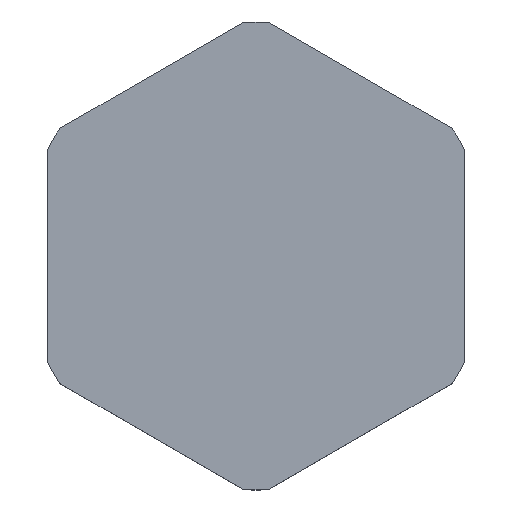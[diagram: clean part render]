
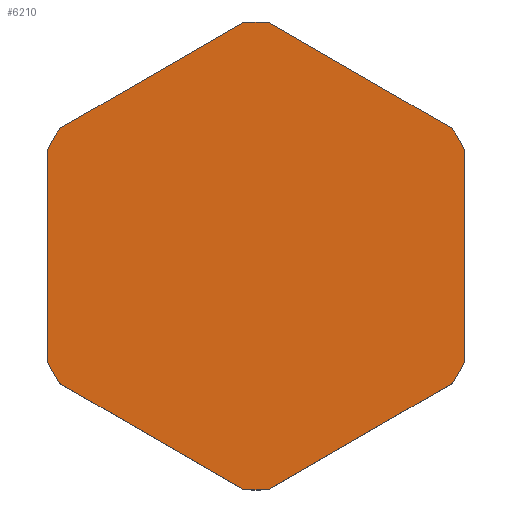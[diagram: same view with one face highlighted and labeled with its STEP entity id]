
A CAD part, top view. The second image highlights one B-rep face of the part: STEP entity #6210.
In plain terms, the highlighted planar face has unit normal (0, 0, 1).
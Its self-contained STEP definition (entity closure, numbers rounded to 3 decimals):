
#630=CARTESIAN_POINT('',(8.47,5.502,8.));
#640=VERTEX_POINT('',#630);
#670=CARTESIAN_POINT('',(0.,10.392,8.));
#680=DIRECTION('',(-0.866,0.5,0.));
#690=VECTOR('',#680,1.);
#700=LINE('',#670,#690);
#710=CARTESIAN_POINT('',(0.53,10.086,8.));
#720=VERTEX_POINT('',#710);
#730=EDGE_CURVE('',#640,#720,#700,.T.);
#2060=CARTESIAN_POINT('',(0.53,-10.086,8.));
#2070=VERTEX_POINT('',#2060);
#2100=CARTESIAN_POINT('',(0.,-10.392,8.));
#2110=DIRECTION('',(0.866,0.5,0.));
#2120=VECTOR('',#2110,1.);
#2130=LINE('',#2100,#2120);
#2140=CARTESIAN_POINT('',(8.47,-5.502,8.));
#2150=VERTEX_POINT('',#2140);
#2160=EDGE_CURVE('',#2070,#2150,#2130,.T.);
#2530=CARTESIAN_POINT('',(9.,-4.584,8.));
#2540=VERTEX_POINT('',#2530);
#2570=CARTESIAN_POINT('',(9.,0.,8.));
#2580=DIRECTION('',(0.,1.,0.));
#2590=VECTOR('',#2580,1.);
#2600=LINE('',#2570,#2590);
#2610=CARTESIAN_POINT('',(9.,4.584,8.));
#2620=VERTEX_POINT('',#2610);
#2630=EDGE_CURVE('',#2540,#2620,#2600,.T.);
#3850=CARTESIAN_POINT('',(-0.53,-10.086,8.));
#3860=VERTEX_POINT('',#3850);
#3890=CARTESIAN_POINT('',(0.,0.,8.));
#3900=DIRECTION('',(0.,0.,-1.));
#3910=DIRECTION('',(-1.,0.,0.));
#3920=AXIS2_PLACEMENT_3D('',#3890,#3900,#3910);
#3930=CIRCLE('',#3920,10.1);
#3940=EDGE_CURVE('',#2070,#3860,#3930,.T.);
#4170=CARTESIAN_POINT('',(-8.47,-5.502,8.));
#4180=VERTEX_POINT('',#4170);
#4260=CARTESIAN_POINT('',(-9.,-4.584,8.));
#4270=VERTEX_POINT('',#4260);
#4300=CARTESIAN_POINT('',(0.,0.,8.));
#4310=DIRECTION('',(0.,0.,-1.));
#4320=DIRECTION('',(-1.,0.,0.));
#4330=AXIS2_PLACEMENT_3D('',#4300,#4310,#4320);
#4340=CIRCLE('',#4330,10.1);
#4350=EDGE_CURVE('',#4180,#4270,#4340,.T.);
#4530=CARTESIAN_POINT('',(0.,0.,8.));
#4540=DIRECTION('',(0.,0.,-1.));
#4550=DIRECTION('',(-1.,0.,0.));
#4560=AXIS2_PLACEMENT_3D('',#4530,#4540,#4550);
#4570=CIRCLE('',#4560,10.1);
#4580=EDGE_CURVE('',#2540,#2150,#4570,.T.);
#4780=CARTESIAN_POINT('',(0.,0.,8.));
#4790=DIRECTION('',(0.,0.,-1.));
#4800=DIRECTION('',(-1.,0.,0.));
#4810=AXIS2_PLACEMENT_3D('',#4780,#4790,#4800);
#4820=CIRCLE('',#4810,10.1);
#4830=EDGE_CURVE('',#640,#2620,#4820,.T.);
#5030=CARTESIAN_POINT('',(0.,0.,8.));
#5040=DIRECTION('',(0.,0.,-1.));
#5050=DIRECTION('',(-1.,0.,0.));
#5060=AXIS2_PLACEMENT_3D('',#5030,#5040,#5050);
#5070=CIRCLE('',#5060,10.1);
#5080=CARTESIAN_POINT('',(-0.53,10.086,8.));
#5090=VERTEX_POINT('',#5080);
#5100=EDGE_CURVE('',#5090,#720,#5070,.T.);
#5380=CARTESIAN_POINT('',(-8.47,5.502,8.));
#5390=VERTEX_POINT('',#5380);
#5420=CARTESIAN_POINT('',(0.,0.,8.));
#5430=DIRECTION('',(0.,0.,-1.));
#5440=DIRECTION('',(-1.,0.,0.));
#5450=AXIS2_PLACEMENT_3D('',#5420,#5430,#5440);
#5460=CIRCLE('',#5450,10.1);
#5470=CARTESIAN_POINT('',(-9.,4.584,8.));
#5480=VERTEX_POINT('',#5470);
#5490=EDGE_CURVE('',#5480,#5390,#5460,.T.);
#5750=CARTESIAN_POINT('',(0.,-10.392,8.));
#5760=DIRECTION('',(0.866,-0.5,0.));
#5770=VECTOR('',#5760,1.);
#5780=LINE('',#5750,#5770);
#5790=EDGE_CURVE('',#4180,#3860,#5780,.T.);
#5920=CARTESIAN_POINT('',(0.,0.,8.));
#5930=DIRECTION('',(0.,0.,1.));
#5940=DIRECTION('',(1.,0.,0.));
#5950=AXIS2_PLACEMENT_3D('',#5920,#5930,#5940);
#5960=PLANE('',#5950);
#5970=ORIENTED_EDGE('',*,*,#5790,.T.);
#5980=ORIENTED_EDGE('',*,*,#4350,.F.);
#5990=CARTESIAN_POINT('',(-9.,0.,8.));
#6000=DIRECTION('',(0.,-1.,0.));
#6010=VECTOR('',#6000,1.);
#6020=LINE('',#5990,#6010);
#6030=EDGE_CURVE('',#5480,#4270,#6020,.T.);
#6040=ORIENTED_EDGE('',*,*,#6030,.T.);
#6050=ORIENTED_EDGE('',*,*,#5490,.F.);
#6060=CARTESIAN_POINT('',(0.,10.392,8.));
#6070=DIRECTION('',(-0.866,-0.5,0.));
#6080=VECTOR('',#6070,1.);
#6090=LINE('',#6060,#6080);
#6100=EDGE_CURVE('',#5090,#5390,#6090,.T.);
#6110=ORIENTED_EDGE('',*,*,#6100,.T.);
#6120=ORIENTED_EDGE('',*,*,#5100,.F.);
#6130=ORIENTED_EDGE('',*,*,#730,.T.);
#6140=ORIENTED_EDGE('',*,*,#4830,.F.);
#6150=ORIENTED_EDGE('',*,*,#2630,.T.);
#6160=ORIENTED_EDGE('',*,*,#4580,.F.);
#6170=ORIENTED_EDGE('',*,*,#2160,.T.);
#6180=ORIENTED_EDGE('',*,*,#3940,.F.);
#6190=EDGE_LOOP('',(#6180,#6170,#6160,#6150,#6140,#6130,#6120,#6110,
#6050,#6040,#5980,#5970));
#6200=FACE_OUTER_BOUND('',#6190,.T.);
#6210=ADVANCED_FACE('',(#6200),#5960,.T.);
